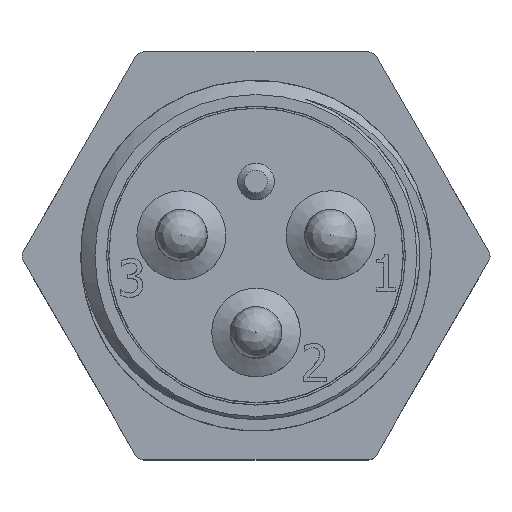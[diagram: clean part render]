
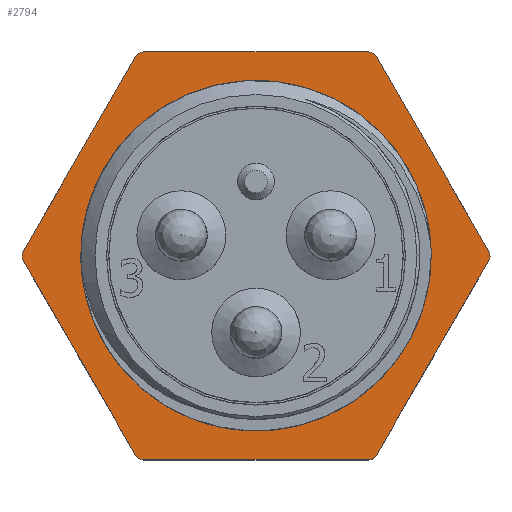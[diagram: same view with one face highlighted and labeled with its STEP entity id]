
A CAD part, top view. The second image highlights one B-rep face of the part: STEP entity #2794.
In plain terms, the highlighted planar face has unit normal (0, 0, 1).
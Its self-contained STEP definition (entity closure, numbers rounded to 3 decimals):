
#157=FACE_BOUND($,#722,.T.);
#211=CIRCLE($,#2956,0.508);
#233=CIRCLE($,#2989,9.258);
#246=CIRCLE($,#3033,0.508);
#247=CIRCLE($,#3034,0.508);
#248=CIRCLE($,#3035,0.508);
#249=CIRCLE($,#3036,0.508);
#250=CIRCLE($,#3037,0.508);
#334=PLANE($,#3032);
#490=FACE_OUTER_BOUND($,#721,.T.);
#721=EDGE_LOOP($,(#2342,#2343,#2344,#2345,#2346,#2347,#2348,#2349,#2350,
#2351,#2352,#2353));
#722=EDGE_LOOP($,(#2354));
#860=LINE($,#6538,#994);
#862=LINE($,#6542,#996);
#865=LINE($,#6548,#999);
#868=LINE($,#6554,#1002);
#871=LINE($,#6560,#1005);
#873=LINE($,#6565,#1007);
#994=VECTOR($,#3557,12.113);
#996=VECTOR($,#3561,12.113);
#999=VECTOR($,#3566,12.113);
#1002=VECTOR($,#3571,12.113);
#1005=VECTOR($,#3576,12.113);
#1007=VECTOR($,#3580,12.113);
#1287=VERTEX_POINT($,#6120);
#1288=VERTEX_POINT($,#6122);
#1310=VERTEX_POINT($,#6178);
#1357=VERTEX_POINT($,#6537);
#1358=VERTEX_POINT($,#6541);
#1359=VERTEX_POINT($,#6545);
#1360=VERTEX_POINT($,#6547);
#1361=VERTEX_POINT($,#6551);
#1362=VERTEX_POINT($,#6553);
#1363=VERTEX_POINT($,#6557);
#1364=VERTEX_POINT($,#6559);
#1365=VERTEX_POINT($,#6563);
#1366=VERTEX_POINT($,#6564);
#1620=EDGE_CURVE($,#1288,#1287,#211,.T.);
#1643=EDGE_CURVE($,#1310,#1310,#233,.T.);
#1695=EDGE_CURVE($,#1287,#1357,#860,.T.);
#1697=EDGE_CURVE($,#1358,#1288,#862,.T.);
#1700=EDGE_CURVE($,#1360,#1359,#865,.T.);
#1703=EDGE_CURVE($,#1362,#1361,#868,.T.);
#1706=EDGE_CURVE($,#1364,#1363,#871,.T.);
#1708=EDGE_CURVE($,#1365,#1366,#873,.T.);
#1711=EDGE_CURVE($,#1357,#1365,#246,.T.);
#1712=EDGE_CURVE($,#1366,#1364,#247,.T.);
#1713=EDGE_CURVE($,#1363,#1362,#248,.T.);
#1714=EDGE_CURVE($,#1361,#1360,#249,.T.);
#1715=EDGE_CURVE($,#1359,#1358,#250,.T.);
#2342=ORIENTED_EDGE($,*,*,#1697,.T.);
#2343=ORIENTED_EDGE($,*,*,#1620,.T.);
#2344=ORIENTED_EDGE($,*,*,#1695,.T.);
#2345=ORIENTED_EDGE($,*,*,#1711,.T.);
#2346=ORIENTED_EDGE($,*,*,#1708,.T.);
#2347=ORIENTED_EDGE($,*,*,#1712,.T.);
#2348=ORIENTED_EDGE($,*,*,#1706,.T.);
#2349=ORIENTED_EDGE($,*,*,#1713,.T.);
#2350=ORIENTED_EDGE($,*,*,#1703,.T.);
#2351=ORIENTED_EDGE($,*,*,#1714,.T.);
#2352=ORIENTED_EDGE($,*,*,#1700,.T.);
#2353=ORIENTED_EDGE($,*,*,#1715,.T.);
#2354=ORIENTED_EDGE($,*,*,#1643,.T.);
#2794=ADVANCED_FACE($,(#490,#157),#334,.T.);
#2956=AXIS2_PLACEMENT_3D($,#6123,#3422,#3423);
#2989=AXIS2_PLACEMENT_3D($,#6179,#3489,#3490);
#3032=AXIS2_PLACEMENT_3D($,#6574,#3595,#3596);
#3033=AXIS2_PLACEMENT_3D($,#6575,#3597,#3598);
#3034=AXIS2_PLACEMENT_3D($,#6576,#3599,#3600);
#3035=AXIS2_PLACEMENT_3D($,#6577,#3601,#3602);
#3036=AXIS2_PLACEMENT_3D($,#6578,#3603,#3604);
#3037=AXIS2_PLACEMENT_3D($,#6579,#3605,#3606);
#3422=DIRECTION('center_axis',(0.,0.,1.));
#3423=DIRECTION('ref_axis',(1.,0.,0.));
#3489=DIRECTION('center_axis',(0.,0.,-1.));
#3490=DIRECTION('ref_axis',(1.,0.,0.));
#3557=DIRECTION($,(-0.5,0.866,0.));
#3561=DIRECTION($,(0.5,0.866,0.));
#3566=DIRECTION($,(1.,0.,0.));
#3571=DIRECTION($,(0.5,-0.866,0.));
#3576=DIRECTION($,(-0.5,-0.866,0.));
#3580=DIRECTION($,(-1.,0.,0.));
#3595=DIRECTION('center_axis',(0.,0.,1.));
#3596=DIRECTION('ref_axis',(1.,0.,0.));
#3597=DIRECTION('center_axis',(0.,0.,1.));
#3598=DIRECTION('ref_axis',(1.,0.,0.));
#3599=DIRECTION('center_axis',(0.,0.,1.));
#3600=DIRECTION('ref_axis',(1.,0.,0.));
#3601=DIRECTION('center_axis',(0.,0.,1.));
#3602=DIRECTION('ref_axis',(1.,0.,0.));
#3603=DIRECTION('center_axis',(0.,0.,1.));
#3604=DIRECTION('ref_axis',(1.,0.,0.));
#3605=DIRECTION('center_axis',(0.,0.,1.));
#3606=DIRECTION('ref_axis',(1.,0.,0.));
#6120=CARTESIAN_POINT('',(12.553,0.254,-10.279));
#6122=CARTESIAN_POINT('',(12.553,-0.254,-10.279));
#6123=CARTESIAN_POINT('Origin',(12.113,0.,
-10.279));
#6178=CARTESIAN_POINT('',(9.258,0.,-10.279));
#6179=CARTESIAN_POINT('Origin',(0.,0.,-10.279));
#6537=CARTESIAN_POINT('',(6.496,10.744,-10.279));
#6538=CARTESIAN_POINT($,(12.553,0.254,-10.279));
#6541=CARTESIAN_POINT('',(6.496,-10.744,-10.279));
#6542=CARTESIAN_POINT($,(6.496,-10.744,-10.279));
#6545=CARTESIAN_POINT('',(6.057,-10.998,-10.279));
#6547=CARTESIAN_POINT('',(-6.057,-10.998,-10.279));
#6548=CARTESIAN_POINT($,(-6.057,-10.998,-10.279));
#6551=CARTESIAN_POINT('',(-6.496,-10.744,-10.279));
#6553=CARTESIAN_POINT('',(-12.553,-0.254,-10.279));
#6554=CARTESIAN_POINT($,(-12.553,-0.254,-10.279));
#6557=CARTESIAN_POINT('',(-12.553,0.254,-10.279));
#6559=CARTESIAN_POINT('',(-6.496,10.744,-10.279));
#6560=CARTESIAN_POINT($,(-6.496,10.744,-10.279));
#6563=CARTESIAN_POINT('',(6.057,10.998,-10.279));
#6564=CARTESIAN_POINT('',(-6.057,10.998,-10.279));
#6565=CARTESIAN_POINT($,(6.057,10.998,-10.279));
#6574=CARTESIAN_POINT('Origin',(0.,0.,-10.279));
#6575=CARTESIAN_POINT('Origin',(6.057,10.49,-10.279));
#6576=CARTESIAN_POINT('Origin',(-6.057,10.49,-10.279));
#6577=CARTESIAN_POINT('Origin',(-12.113,0.,
-10.279));
#6578=CARTESIAN_POINT('Origin',(-6.057,-10.49,-10.279));
#6579=CARTESIAN_POINT('Origin',(6.057,-10.49,-10.279));
